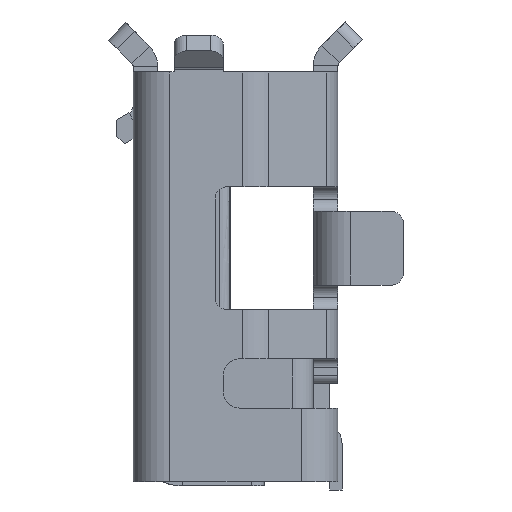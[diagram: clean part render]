
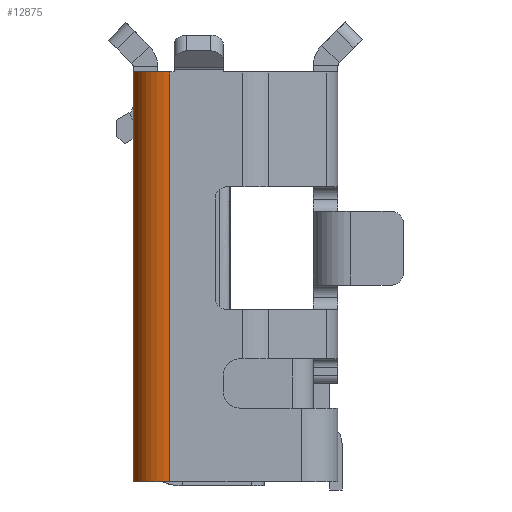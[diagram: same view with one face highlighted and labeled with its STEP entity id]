
A CAD part, left-side view. The second image highlights one B-rep face of the part: STEP entity #12875.
In plain terms, the highlighted cylindrical face has radius 0.45 mm (diameter 0.9 mm), a partial arc.
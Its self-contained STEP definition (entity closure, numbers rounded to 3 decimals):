
#137 = EDGE_CURVE ( 'NONE', #1424, #8602, #5016, .T. ) ;
#404 = EDGE_CURVE ( 'NONE', #1424, #16047, #5216, .T. ) ;
#707 = ORIENTED_EDGE ( 'NONE', *, *, #12135, .T. ) ;
#1183 = LINE ( 'NONE', #6537, #4504 ) ;
#1212 = DIRECTION ( 'NONE',  ( 0., 0., -1. ) ) ;
#1252 = CARTESIAN_POINT ( 'NONE',  ( 3.75, -0.45, 5. ) ) ;
#1424 = VERTEX_POINT ( 'NONE', #2008 ) ;
#1932 = CARTESIAN_POINT ( 'NONE',  ( 3.75, -0.45, 0. ) ) ;
#2008 = CARTESIAN_POINT ( 'NONE',  ( 3.75, -0.45, 5. ) ) ;
#2210 = AXIS2_PLACEMENT_3D ( 'NONE', #8576, #9902, #3185 ) ;
#2217 = CARTESIAN_POINT ( 'NONE',  ( 3.3, -0.45, 0. ) ) ;
#2540 = CIRCLE ( 'NONE', #11538, 0.45 ) ;
#2654 = CARTESIAN_POINT ( 'NONE',  ( 3.3, -0.45, 5. ) ) ;
#3185 = DIRECTION ( 'NONE',  ( -1., 0., 0. ) ) ;
#3948 = DIRECTION ( 'NONE',  ( -1., 0., 0. ) ) ;
#3984 = DIRECTION ( 'NONE',  ( 0., 0., -1. ) ) ;
#4184 = FACE_OUTER_BOUND ( 'NONE', #10639, .T. ) ;
#4352 = EDGE_CURVE ( 'NONE', #8602, #14944, #1183, .T. ) ;
#4504 = VECTOR ( 'NONE', #3984, 1000. ) ;
#4800 = VECTOR ( 'NONE', #13417, 1000. ) ;
#5016 = CIRCLE ( 'NONE', #2210, 0.45 ) ;
#5216 = LINE ( 'NONE', #1252, #4800 ) ;
#6232 = DIRECTION ( 'NONE',  ( -1., 0., 0. ) ) ;
#6299 = DIRECTION ( 'NONE',  ( 0., 0., 1. ) ) ;
#6537 = CARTESIAN_POINT ( 'NONE',  ( 3.3, 0., 5. ) ) ;
#8576 = CARTESIAN_POINT ( 'NONE',  ( 3.3, -0.45, 5. ) ) ;
#8602 = VERTEX_POINT ( 'NONE', #9479 ) ;
#9479 = CARTESIAN_POINT ( 'NONE',  ( 3.3, 0., 5. ) ) ;
#9627 = AXIS2_PLACEMENT_3D ( 'NONE', #2654, #1212, #3948 ) ;
#9902 = DIRECTION ( 'NONE',  ( 0., 0., 1. ) ) ;
#10639 = EDGE_LOOP ( 'NONE', ( #707, #15079, #16730, #17081 ) ) ;
#11538 = AXIS2_PLACEMENT_3D ( 'NONE', #2217, #6299, #6232 ) ;
#11857 = CYLINDRICAL_SURFACE ( 'NONE', #9627, 0.45 ) ;
#12135 = EDGE_CURVE ( 'NONE', #16047, #14944, #2540, .T. ) ;
#12875 = ADVANCED_FACE ( 'NONE', ( #4184 ), #11857, .T. ) ;
#13417 = DIRECTION ( 'NONE',  ( 0., 0., -1. ) ) ;
#14776 = CARTESIAN_POINT ( 'NONE',  ( 3.3, 0., 0. ) ) ;
#14944 = VERTEX_POINT ( 'NONE', #14776 ) ;
#15079 = ORIENTED_EDGE ( 'NONE', *, *, #4352, .F. ) ;
#16047 = VERTEX_POINT ( 'NONE', #1932 ) ;
#16730 = ORIENTED_EDGE ( 'NONE', *, *, #137, .F. ) ;
#17081 = ORIENTED_EDGE ( 'NONE', *, *, #404, .T. ) ;
